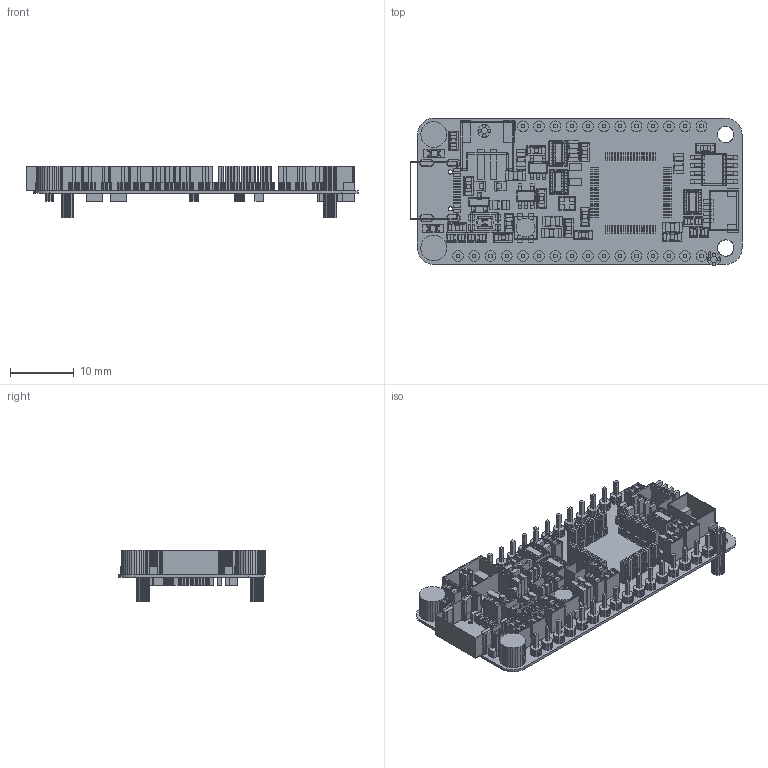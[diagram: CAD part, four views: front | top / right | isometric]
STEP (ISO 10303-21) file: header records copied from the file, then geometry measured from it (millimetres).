
FILE_DESCRIPTION(('Open CASCADE Model'),'2;1');
FILE_NAME('Open CASCADE Shape Model','2025-12-23T15:58:35',('Author'),( 'Open CASCADE'),'Open CASCADE STEP processor 7.5','Open CASCADE 7.5' ,'Unknown');
FILE_SCHEMA(('AUTOMOTIVE_DESIGN { 1 0 10303 214 1 1 1 1 }'));
Length unit declared in the file: millimetre
Products named in the file (277): PCB; Board; Open CASCADE STEP translator 7.5 1.1.1; U$37; 8062106384; Extruded; 8062106224; 8062106064; 8062105904; 8062105744; U$5; C17; 8456173904; 8456173664; 8456173424; 8456173184; 8456173024; TP3; 8456172704; X3; 8456172544; R10; C16; C4; R4; TP2; TP1; C2; 8456168304; 8456167584; 8456167424; 8456167264; 8456166944; 8456166784; Y1; 8456166464; 8456166064; 8456165904; R6; 8456165584 ...
Assembly tree (896 placements, depth 4):
  PCB
    Board
      Open CASCADE STEP translator 7.5 1.1.1
    U$37
      8062106384
        Extruded
      8062106224  x3
        Extruded
      8062106064  x3
        Extruded
      8062105904  x3
        Extruded
      8062105744  x3
        Extruded
    U$5
      8062106384
        Extruded
      8062106224  x3
        Extruded
      8062106064  x3
        Extruded
      8062105904  x3
        Extruded
      8062105744  x3
        Extruded
    C17
      8456173904  x2
        Extruded
      8456173664  x2
        Extruded
      8456173424  x2
        Extruded
      8456173184  x2
        Extruded
      8456173024  x2
        Extruded
    TP3
      8456172704
        Extruded
    X3
      8456172544  x10
        Extruded
    R10
      8456173904  x2
        Extruded
      8456173664  x2
        Extruded
      8456173424  x2
        Extruded
      8456173184  x2
        Extruded
      8456173024  x2
        Extruded
    C16
      8456173904  x2
        Extruded
      8456173664  x2
        Extruded
      8456173424  x2
        Extruded
Bounding box: 51.97 x 23.1 x 8.03 mm (x, y, z)
Volume: 1771.7 mm3; surface area: 11461 mm2
Topology: 729 solids, 729 shells, 8354 faces, 20688 edges, 13792 vertices
Faces by surface type: plane 8316, cylinder 38
Full cylindrical faces by diameter (mm): 0.6 x4, 1 x28, 2.5 x2
Entity records: 60086 total; most frequent: CARTESIAN_POINT 9635, DIRECTION 9406, ORIENTED_EDGE 8520, EDGE_CURVE 4260, LINE 4184, VECTOR 4184, VERTEX_POINT 2840, AXIS2_PLACEMENT_3D 2611
